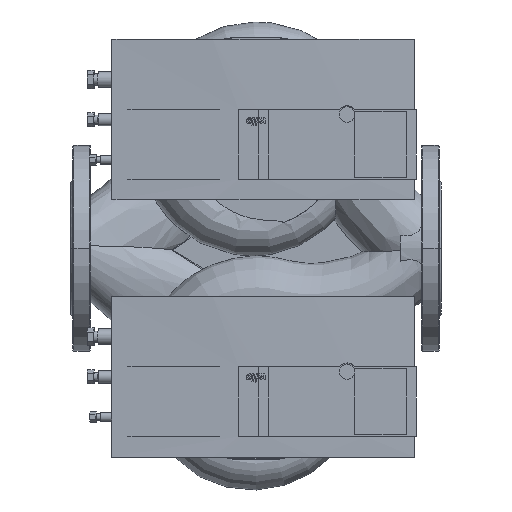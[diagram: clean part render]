
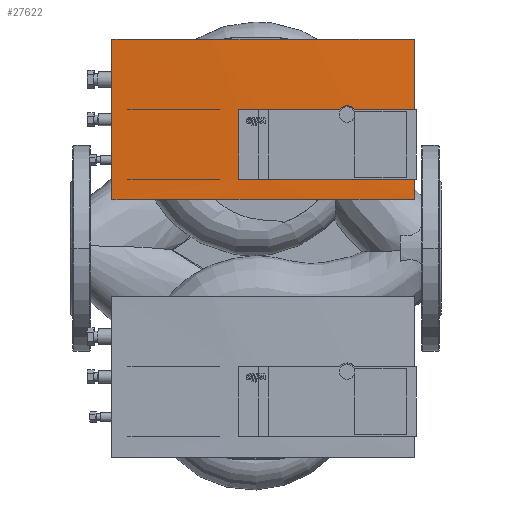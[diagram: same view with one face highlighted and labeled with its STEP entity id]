
A CAD part, front view. The second image highlights one B-rep face of the part: STEP entity #27622.
In plain terms, the highlighted cylindrical face has radius 2700.09 mm (diameter 5400.18 mm), a partial arc.
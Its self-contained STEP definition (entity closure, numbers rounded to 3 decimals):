
#27459=CARTESIAN_POINT('',(261.626,-324.973,135.0));
#27460=VERTEX_POINT('',#27459);
#27467=CARTESIAN_POINT('',(191.931,-326.0,135.0));
#27468=VERTEX_POINT('',#27467);
#27469=CARTESIAN_POINT('',(187.,2374.086,135.0));
#27470=DIRECTION('',(0.0,0.0,-1.0));
#27471=DIRECTION('',(-0.054,-0.999,0.0));
#27472=AXIS2_PLACEMENT_3D('',#27469,#27470,#27471);
#27473=CIRCLE('',#27472,2700.09);
#27474=EDGE_CURVE('',#27460,#27468,#27473,.T.);
#27485=CARTESIAN_POINT('',(187.,2374.086,47.0));
#27486=DIRECTION('',(0.0,0.0,1.0));
#27487=DIRECTION('',(-0.054,-0.999,0.0));
#27488=AXIS2_PLACEMENT_3D('',#27485,#27486,#27487);
#27489=CYLINDRICAL_SURFACE('',#27488,2700.09);
#27490=CARTESIAN_POINT('',(275.374,-324.558,135.0));
#27491=VERTEX_POINT('',#27490);
#27492=CARTESIAN_POINT('',(261.626,-324.973,135.0));
#27493=CARTESIAN_POINT('',(261.892,-324.966,135.365));
#27494=CARTESIAN_POINT('',(262.183,-324.958,135.704));
#27495=CARTESIAN_POINT('',(262.867,-324.938,136.387));
#27496=CARTESIAN_POINT('',(263.293,-324.926,136.742));
#27497=CARTESIAN_POINT('',(264.221,-324.9,137.366));
#27498=CARTESIAN_POINT('',(264.723,-324.886,137.636));
#27499=CARTESIAN_POINT('',(265.771,-324.855,138.07));
#27500=CARTESIAN_POINT('',(266.317,-324.839,138.234));
#27501=CARTESIAN_POINT('',(267.414,-324.807,138.449));
#27502=CARTESIAN_POINT('',(267.966,-324.79,138.5));
#27503=CARTESIAN_POINT('',(269.034,-324.758,138.5));
#27504=CARTESIAN_POINT('',(269.586,-324.741,138.449));
#27505=CARTESIAN_POINT('',(270.683,-324.707,138.234));
#27506=CARTESIAN_POINT('',(271.229,-324.69,138.07));
#27507=CARTESIAN_POINT('',(272.277,-324.658,137.636));
#27508=CARTESIAN_POINT('',(272.779,-324.642,137.366));
#27509=CARTESIAN_POINT('',(273.707,-324.612,136.742));
#27510=CARTESIAN_POINT('',(274.134,-324.598,136.387));
#27511=CARTESIAN_POINT('',(274.817,-324.576,135.704));
#27512=CARTESIAN_POINT('',(275.108,-324.567,135.365));
#27513=CARTESIAN_POINT('',(275.374,-324.558,135.0));
#27514=B_SPLINE_CURVE_WITH_KNOTS('',3,(#27492,#27493,#27494,#27495,#27496,#27497,#27498,#27499,#27500,#27501,#27502,#27503,#27504,#27505,#27506,#27507,#27508,#27509,#27510,#27511,#27512,#27513),.UNSPECIFIED.,.F.,.U.,(4,2,2,2,2,2,2,2,2,2,4),(5.104,6.404,8.005,9.607,11.208,12.81,14.412,16.014,17.615,19.217,20.517),.UNSPECIFIED.);
#27515=EDGE_CURVE('',#27460,#27491,#27514,.T.);
#27516=ORIENTED_EDGE('',*,*,#27515,.T.);
#27517=CARTESIAN_POINT('',(334.0,-322.0,135.0));
#27518=VERTEX_POINT('',#27517);
#27519=CARTESIAN_POINT('',(187.,2374.086,135.0));
#27520=DIRECTION('',(0.0,0.0,-1.0));
#27521=DIRECTION('',(-0.054,-0.999,0.0));
#27522=AXIS2_PLACEMENT_3D('',#27519,#27520,#27521);
#27523=CIRCLE('',#27522,2700.09);
#27524=EDGE_CURVE('',#27518,#27491,#27523,.T.);
#27525=ORIENTED_EDGE('',*,*,#27524,.F.);
#27526=CARTESIAN_POINT('',(334.0,-322.0,203.0));
#27527=VERTEX_POINT('',#27526);
#27528=CARTESIAN_POINT('',(334.0,-322.0,135.0));
#27529=DIRECTION('',(0.0,0.0,1.0));
#27530=VECTOR('',#27529,68.0);
#27531=LINE('',#27528,#27530);
#27532=EDGE_CURVE('',#27518,#27527,#27531,.T.);
#27533=ORIENTED_EDGE('',*,*,#27532,.T.);
#27534=CARTESIAN_POINT('',(40.,-322.0,203.0));
#27535=VERTEX_POINT('',#27534);
#27536=CARTESIAN_POINT('',(187.,2374.086,203.));
#27537=DIRECTION('',(0.0,0.0,-1.0));
#27538=DIRECTION('',(-0.054,-0.999,0.0));
#27539=AXIS2_PLACEMENT_3D('',#27536,#27537,#27538);
#27540=CIRCLE('',#27539,2700.09);
#27541=EDGE_CURVE('',#27527,#27535,#27540,.T.);
#27542=ORIENTED_EDGE('',*,*,#27541,.T.);
#27543=CARTESIAN_POINT('',(40.,-322.0,47.0));
#27544=VERTEX_POINT('',#27543);
#27545=CARTESIAN_POINT('',(40.,-322.0,47.0));
#27546=DIRECTION('',(0.0,0.0,1.0));
#27547=VECTOR('',#27546,156.0);
#27548=LINE('',#27545,#27547);
#27549=EDGE_CURVE('',#27544,#27535,#27548,.T.);
#27550=ORIENTED_EDGE('',*,*,#27549,.F.);
#27551=CARTESIAN_POINT('',(334.0,-322.0,47.0));
#27552=VERTEX_POINT('',#27551);
#27553=CARTESIAN_POINT('',(187.,2374.086,47.0));
#27554=DIRECTION('',(0.0,0.0,1.0));
#27555=DIRECTION('',(-0.054,-0.999,0.0));
#27556=AXIS2_PLACEMENT_3D('',#27553,#27554,#27555);
#27557=CIRCLE('',#27556,2700.09);
#27558=EDGE_CURVE('',#27544,#27552,#27557,.T.);
#27559=ORIENTED_EDGE('',*,*,#27558,.T.);
#27560=CARTESIAN_POINT('',(334.0,-322.0,67.0));
#27561=VERTEX_POINT('',#27560);
#27562=CARTESIAN_POINT('',(334.0,-322.0,47.0));
#27563=DIRECTION('',(0.0,0.0,1.0));
#27564=VECTOR('',#27563,20.0);
#27565=LINE('',#27562,#27564);
#27566=EDGE_CURVE('',#27552,#27561,#27565,.T.);
#27567=ORIENTED_EDGE('',*,*,#27566,.T.);
#27568=CARTESIAN_POINT('',(191.931,-326.,67.));
#27569=VERTEX_POINT('',#27568);
#27570=CARTESIAN_POINT('',(187.,2374.086,67.));
#27571=DIRECTION('',(0.0,0.0,1.0));
#27572=DIRECTION('',(-0.054,-0.999,0.0));
#27573=AXIS2_PLACEMENT_3D('',#27570,#27571,#27572);
#27574=CIRCLE('',#27573,2700.09);
#27575=EDGE_CURVE('',#27569,#27561,#27574,.T.);
#27576=ORIENTED_EDGE('',*,*,#27575,.F.);
#27577=CARTESIAN_POINT('',(191.931,-326.0,135.0));
#27578=DIRECTION('',(0.,0.,-1.0));
#27579=VECTOR('',#27578,68.);
#27580=LINE('',#27577,#27579);
#27581=EDGE_CURVE('',#27468,#27569,#27580,.T.);
#27582=ORIENTED_EDGE('',*,*,#27581,.F.);
#27583=ORIENTED_EDGE('',*,*,#27474,.F.);
#27584=EDGE_LOOP('',(#27516,#27525,#27533,#27542,#27550,#27559,#27567,#27576,#27582,#27583));
#27585=FACE_OUTER_BOUND('',#27584,.T.);
#27586=CARTESIAN_POINT('',(163.0,-325.898,135.0));
#27587=VERTEX_POINT('',#27586);
#27588=CARTESIAN_POINT('',(163.,-325.898,67.));
#27589=VERTEX_POINT('',#27588);
#27590=CARTESIAN_POINT('',(163.0,-325.898,135.0));
#27591=DIRECTION('',(0.0,0.0,-1.0));
#27592=VECTOR('',#27591,68.);
#27593=LINE('',#27590,#27592);
#27594=EDGE_CURVE('',#27587,#27589,#27593,.T.);
#27595=ORIENTED_EDGE('',*,*,#27594,.F.);
#27596=CARTESIAN_POINT('',(182.069,-326.0,135.0));
#27597=VERTEX_POINT('',#27596);
#27598=CARTESIAN_POINT('',(187.,2374.086,135.0));
#27599=DIRECTION('',(0.0,0.0,-1.0));
#27600=DIRECTION('',(-0.054,-0.999,0.0));
#27601=AXIS2_PLACEMENT_3D('',#27598,#27599,#27600);
#27602=CIRCLE('',#27601,2700.09);
#27603=EDGE_CURVE('',#27597,#27587,#27602,.T.);
#27604=ORIENTED_EDGE('',*,*,#27603,.F.);
#27605=CARTESIAN_POINT('',(182.069,-326.,67.));
#27606=VERTEX_POINT('',#27605);
#27607=CARTESIAN_POINT('',(182.069,-326.,67.));
#27608=DIRECTION('',(0.,0.,1.0));
#27609=VECTOR('',#27608,68.);
#27610=LINE('',#27607,#27609);
#27611=EDGE_CURVE('',#27606,#27597,#27610,.T.);
#27612=ORIENTED_EDGE('',*,*,#27611,.F.);
#27613=CARTESIAN_POINT('',(187.,2374.086,67.));
#27614=DIRECTION('',(0.0,0.0,1.0));
#27615=DIRECTION('',(-0.054,-0.999,0.0));
#27616=AXIS2_PLACEMENT_3D('',#27613,#27614,#27615);
#27617=CIRCLE('',#27616,2700.09);
#27618=EDGE_CURVE('',#27589,#27606,#27617,.T.);
#27619=ORIENTED_EDGE('',*,*,#27618,.F.);
#27620=EDGE_LOOP('',(#27595,#27604,#27612,#27619));
#27621=FACE_BOUND('',#27620,.T.);
#27622=ADVANCED_FACE('',(#27585,#27621),#27489,.T.);
